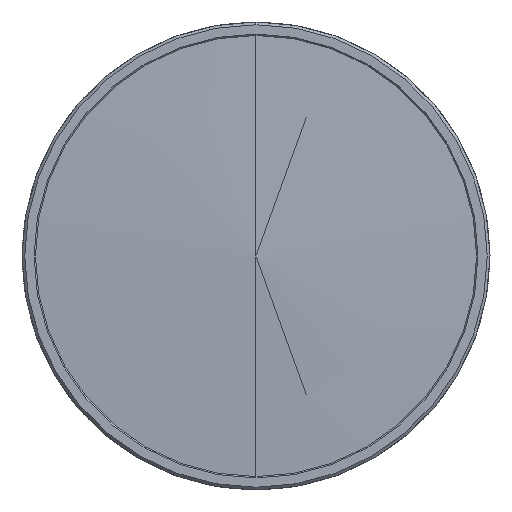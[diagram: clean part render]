
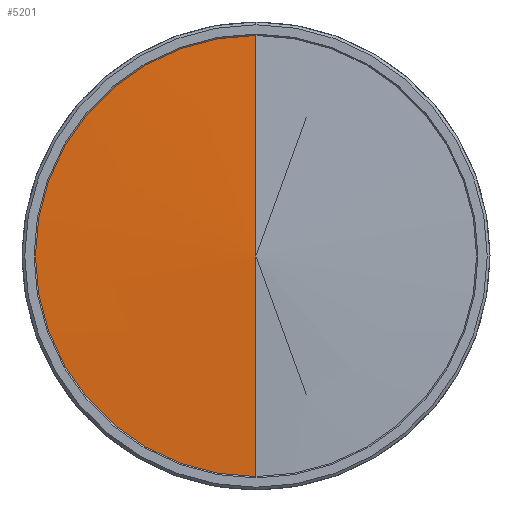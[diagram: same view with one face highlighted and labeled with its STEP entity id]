
A CAD part, left-side view. The second image highlights one B-rep face of the part: STEP entity #5201.
In plain terms, the highlighted conical face has half-angle 87.457 degrees and reference radius 81.021 mm.
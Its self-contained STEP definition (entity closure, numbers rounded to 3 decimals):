
#69 = ORIENTED_EDGE ( 'NONE', *, *, #3069, .T. ) ;
#199 = DIRECTION ( 'NONE',  ( 0.044, 0., 0.999 ) ) ;
#207 = CARTESIAN_POINT ( 'NONE',  ( 0., 0., 0. ) ) ;
#332 = CARTESIAN_POINT ( 'NONE',  ( 3.537, 0., 0. ) ) ;
#423 = EDGE_LOOP ( 'NONE', ( #2217, #69, #4091, #2104 ) ) ;
#587 = VERTEX_POINT ( 'NONE', #207 ) ;
#612 = CARTESIAN_POINT ( 'NONE',  ( 3.537, 0., 79.65 ) ) ;
#676 = AXIS2_PLACEMENT_3D ( 'NONE', #4705, #1941, #5695 ) ;
#896 = CONICAL_SURFACE ( 'NONE', #1682, 81.021, 1.526 ) ;
#1129 = VECTOR ( 'NONE', #2411, 1000. ) ;
#1142 = VECTOR ( 'NONE', #199, 1000. ) ;
#1312 = DIRECTION ( 'NONE',  ( 0., 0., -1. ) ) ;
#1682 = AXIS2_PLACEMENT_3D ( 'NONE', #2793, #3924, #2186 ) ;
#1939 = EDGE_CURVE ( 'NONE', #2955, #5240, #2454, .T. ) ;
#1941 = DIRECTION ( 'NONE',  ( 1., 0., 0. ) ) ;
#2104 = ORIENTED_EDGE ( 'NONE', *, *, #3493, .F. ) ;
#2132 = FACE_OUTER_BOUND ( 'NONE', #423, .T. ) ;
#2186 = DIRECTION ( 'NONE',  ( 0., 0., -1. ) ) ;
#2217 = ORIENTED_EDGE ( 'NONE', *, *, #4835, .F. ) ;
#2359 = LINE ( 'NONE', #3366, #1129 ) ;
#2377 = LINE ( 'NONE', #2547, #1142 ) ;
#2390 = CARTESIAN_POINT ( 'NONE',  ( 3.537, 0., -79.65 ) ) ;
#2411 = DIRECTION ( 'NONE',  ( 0.044, 0., -0.999 ) ) ;
#2454 = CIRCLE ( 'NONE', #4051, 79.65 ) ;
#2547 = CARTESIAN_POINT ( 'NONE',  ( 3.598, 0., 81.021 ) ) ;
#2793 = CARTESIAN_POINT ( 'NONE',  ( 3.598, 0., 0. ) ) ;
#2955 = VERTEX_POINT ( 'NONE', #3597 ) ;
#3069 = EDGE_CURVE ( 'NONE', #587, #5240, #2377, .T. ) ;
#3366 = CARTESIAN_POINT ( 'NONE',  ( 3.598, 0., -81.021 ) ) ;
#3492 = VERTEX_POINT ( 'NONE', #2390 ) ;
#3493 = EDGE_CURVE ( 'NONE', #3492, #2955, #5384, .T. ) ;
#3568 = DIRECTION ( 'NONE',  ( 1., 0., 0. ) ) ;
#3597 = CARTESIAN_POINT ( 'NONE',  ( 3.537, 79.65, 0. ) ) ;
#3924 = DIRECTION ( 'NONE',  ( 1., 0., 0. ) ) ;
#4051 = AXIS2_PLACEMENT_3D ( 'NONE', #332, #3568, #1312 ) ;
#4091 = ORIENTED_EDGE ( 'NONE', *, *, #1939, .F. ) ;
#4705 = CARTESIAN_POINT ( 'NONE',  ( 3.537, 0., 0. ) ) ;
#4835 = EDGE_CURVE ( 'NONE', #587, #3492, #2359, .T. ) ;
#5201 = ADVANCED_FACE ( 'NONE', ( #2132 ), #896, .T. ) ;
#5240 = VERTEX_POINT ( 'NONE', #612 ) ;
#5384 = CIRCLE ( 'NONE', #676, 79.65 ) ;
#5695 = DIRECTION ( 'NONE',  ( 0., 0., -1. ) ) ;
